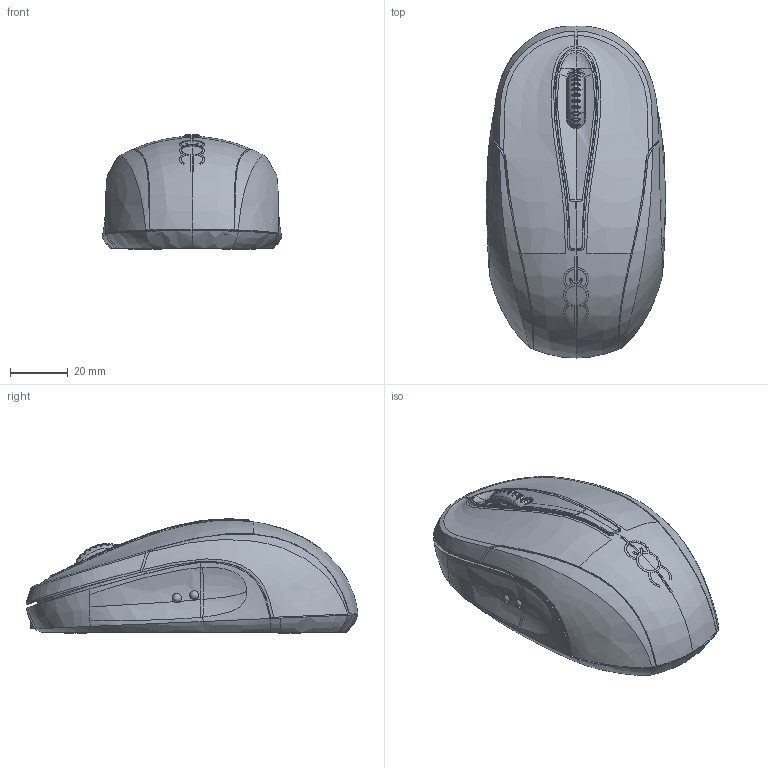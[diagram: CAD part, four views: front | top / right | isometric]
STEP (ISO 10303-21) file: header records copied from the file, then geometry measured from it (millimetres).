
FILE_DESCRIPTION((''),'2;1');
FILE_NAME('ASM0001_ASM','2014-12-22T',('Administrator'),(''),'PRO/ENGINEER BY PARAMETRIC TECHNOLOGY CORPORATION, 2001280','PRO/ENGINEER BY PARAMETRIC TECHNOLOGY CORPORATION, 2001280','');
FILE_SCHEMA(('CONFIG_CONTROL_DESIGN'));
Length unit declared in the file: millimetre
Products named in the file (17): BOTTOM; MANIFOLD_SOLID_BREP_7680; MANIFOLD_SOLID_BREP_7681; MANIFOLD_SOLID_BREP_7682; MANIFOLD_SOLID_BREP_7683; MANIFOLD_SOLID_BREP_7685; MANIFOLD_SOLID_BREP_7686; MANIFOLD_SOLID_BREP_7689; MANIFOLD_SOLID_BREP_7690; MANIFOLD_SOLID_BREP_7691; MANIFOLD_SOLID_BREP_7692; MANIFOLD_SOLID_BREP_7696; MANIFOLD_SOLID_BREP_7697; ADMI7F551JFA_ASM; MIDDLE; KEY; ASM0001_ASM
Assembly tree (16 placements, depth 3):
  ASM0001_ASM
    BOTTOM
    ADMI7F551JFA_ASM
      MANIFOLD_SOLID_BREP_7680
      MANIFOLD_SOLID_BREP_7681
      MANIFOLD_SOLID_BREP_7682
      MANIFOLD_SOLID_BREP_7683
      MANIFOLD_SOLID_BREP_7685
      MANIFOLD_SOLID_BREP_7686
      MANIFOLD_SOLID_BREP_7689
      MANIFOLD_SOLID_BREP_7690
      MANIFOLD_SOLID_BREP_7691
      MANIFOLD_SOLID_BREP_7692
      MANIFOLD_SOLID_BREP_7696
      MANIFOLD_SOLID_BREP_7697
    MIDDLE
    KEY
Bounding box: 61.99 x 114.62 x 39.54 mm (x, y, z)
Volume: 54971.8 mm3; surface area: 71131.2 mm2
Topology: 14 solids, 14 shells, 2055 faces, 6547 edges, 4585 vertices
Faces by surface type: plane 852, cylinder 490, bspline 396, extrusion 115, cone 98, torus 89, sphere 15
Entity records: 108238 total; most frequent: CARTESIAN_POINT 56605, ORIENTED_EDGE 13062, DIRECTION 7277, EDGE_CURVE 6531, VERTEX_POINT 4585, B_SPLINE_CURVE_WITH_KNOTS 3487, VECTOR 2449, AXIS2_PLACEMENT_3D 2414
